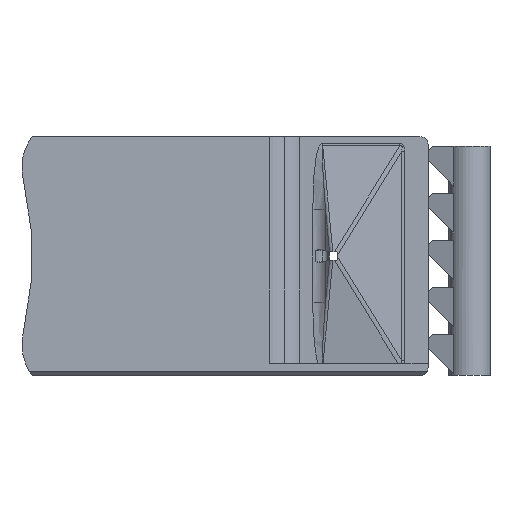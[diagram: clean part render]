
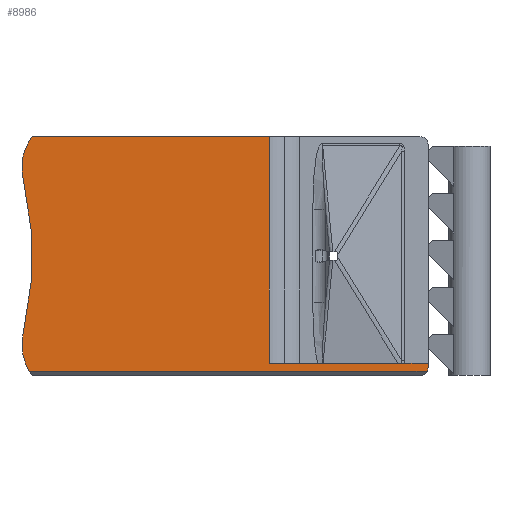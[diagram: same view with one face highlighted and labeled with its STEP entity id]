
A CAD part, left-side view. The second image highlights one B-rep face of the part: STEP entity #8986.
In plain terms, the highlighted planar face has unit normal (-1, 0, 0).
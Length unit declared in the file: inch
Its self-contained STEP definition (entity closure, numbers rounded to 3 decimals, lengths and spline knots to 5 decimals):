
#477=PLANE('',#9665);
#954=FACE_OUTER_BOUND('',#1465,.T.);
#1465=EDGE_LOOP('',(#7993,#7994,#7995,#7996,#7997,#7998,#7999,#8000,#8001));
#1866=CIRCLE('',#9660,0.03937);
#1867=CIRCLE('',#9666,0.25);
#1868=CIRCLE('',#9667,1.61112);
#1869=CIRCLE('',#9668,0.25);
#2640=LINE('',#15765,#3493);
#2642=LINE('',#15771,#3495);
#2643=LINE('',#15773,#3496);
#2644=LINE('',#15775,#3497);
#2645=LINE('',#15777,#3498);
#3493=VECTOR('',#11715,0.3937);
#3495=VECTOR('',#11721,0.3937);
#3496=VECTOR('',#11722,0.3937);
#3497=VECTOR('',#11723,0.3937);
#3498=VECTOR('',#11724,0.3937);
#4343=VERTEX_POINT('',#15754);
#4344=VERTEX_POINT('',#15756);
#4347=VERTEX_POINT('',#15764);
#4349=VERTEX_POINT('',#15770);
#4350=VERTEX_POINT('',#15772);
#4351=VERTEX_POINT('',#15774);
#4352=VERTEX_POINT('',#15776);
#4353=VERTEX_POINT('',#15778);
#4354=VERTEX_POINT('',#15780);
#5599=EDGE_CURVE('',#4343,#4344,#1866,.T.);
#5603=EDGE_CURVE('',#4344,#4347,#2640,.T.);
#5606=EDGE_CURVE('',#4349,#4343,#2642,.T.);
#5607=EDGE_CURVE('',#4350,#4349,#2643,.T.);
#5608=EDGE_CURVE('',#4351,#4350,#2644,.T.);
#5609=EDGE_CURVE('',#4351,#4352,#2645,.T.);
#5610=EDGE_CURVE('',#4352,#4353,#1867,.T.);
#5611=EDGE_CURVE('',#4353,#4354,#1868,.T.);
#5612=EDGE_CURVE('',#4354,#4347,#1869,.T.);
#7993=ORIENTED_EDGE('',*,*,#5599,.F.);
#7994=ORIENTED_EDGE('',*,*,#5606,.F.);
#7995=ORIENTED_EDGE('',*,*,#5607,.F.);
#7996=ORIENTED_EDGE('',*,*,#5608,.F.);
#7997=ORIENTED_EDGE('',*,*,#5609,.T.);
#7998=ORIENTED_EDGE('',*,*,#5610,.T.);
#7999=ORIENTED_EDGE('',*,*,#5611,.T.);
#8000=ORIENTED_EDGE('',*,*,#5612,.T.);
#8001=ORIENTED_EDGE('',*,*,#5603,.F.);
#8986=ADVANCED_FACE('',(#954),#477,.T.);
#9660=AXIS2_PLACEMENT_3D('',#15757,#11706,#11707);
#9665=AXIS2_PLACEMENT_3D('',#15769,#11719,#11720);
#9666=AXIS2_PLACEMENT_3D('',#15779,#11725,#11726);
#9667=AXIS2_PLACEMENT_3D('',#15781,#11727,#11728);
#9668=AXIS2_PLACEMENT_3D('',#15782,#11729,#11730);
#11706=DIRECTION('center_axis',(1.,0.,0.));
#11707=DIRECTION('ref_axis',(0.,-0.707,-0.707));
#11715=DIRECTION('',(0.,1.,0.));
#11719=DIRECTION('center_axis',(-1.,0.,0.));
#11720=DIRECTION('ref_axis',(0.,1.,0.));
#11721=DIRECTION('',(0.,0.,-1.));
#11722=DIRECTION('',(0.,-1.,0.));
#11723=DIRECTION('',(0.,0.,-1.));
#11724=DIRECTION('',(0.,1.,0.));
#11725=DIRECTION('center_axis',(-1.,0.,0.));
#11726=DIRECTION('ref_axis',(0.,-0.973,0.23));
#11727=DIRECTION('center_axis',(1.,0.,0.));
#11728=DIRECTION('ref_axis',(0.,-0.973,0.23));
#11729=DIRECTION('center_axis',(-1.,0.,0.));
#11730=DIRECTION('ref_axis',(0.,-0.8,0.6));
#15754=CARTESIAN_POINT('',(-0.07874,0.2235,-1.02813));
#15756=CARTESIAN_POINT('',(-0.07874,0.22877,-1.04781));
#15757=CARTESIAN_POINT('Origin',(-0.07874,0.26287,-1.02813));
#15764=CARTESIAN_POINT('',(-0.07874,2.15555,-1.04781));
#15765=CARTESIAN_POINT('',(-0.07874,1.8797,-1.04781));
#15769=CARTESIAN_POINT('Origin',(-0.07874,1.5672,-0.489));
#15770=CARTESIAN_POINT('',(-0.07874,0.2235,-1.00844));
#15771=CARTESIAN_POINT('',(-0.07874,0.2235,-1.05274));
#15772=CARTESIAN_POINT('',(-0.07874,0.99398,-1.00844));
#15773=CARTESIAN_POINT('',(-0.07874,0.40317,-1.00844));
#15774=CARTESIAN_POINT('',(-0.07874,0.99398,0.0895));
#15775=CARTESIAN_POINT('',(-0.07874,0.99398,-0.77825));
#15776=CARTESIAN_POINT('',(-0.07874,2.1422,0.0895));
#15777=CARTESIAN_POINT('',(-0.07874,0.9422,0.0895));
#15778=CARTESIAN_POINT('',(-0.07874,2.18548,-0.11806));
#15779=CARTESIAN_POINT('Origin',(-0.07874,1.9422,-0.0605));
#15780=CARTESIAN_POINT('',(-0.07874,2.18548,-0.85994));
#15781=CARTESIAN_POINT('Origin',(-0.07874,3.75332,-0.489));
#15782=CARTESIAN_POINT('Origin',(-0.07874,1.9422,-0.9175));
